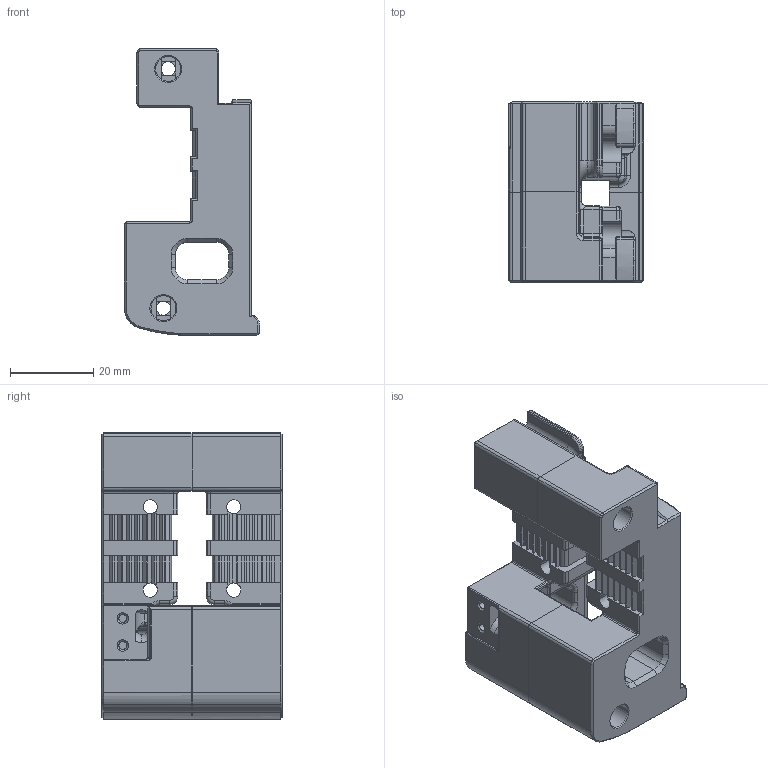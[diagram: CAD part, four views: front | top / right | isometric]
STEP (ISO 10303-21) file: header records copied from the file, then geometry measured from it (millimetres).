
FILE_DESCRIPTION(('STEP AP214'),'1');
FILE_NAME('Euclid_MGN12X_CairriageCW2_Ver2.stp','2022-10-25T23:31:10',(' '),(' '),'Spatial InterOp 3D',' ',' ');
FILE_SCHEMA(('automotive_design'));
Length unit declared in the file: inch
Products named in the file (2): 1; 2
Bounding box: 32.4 x 43.2 x 68.75 mm (x, y, z)
Volume: 43859.9 mm3; surface area: 18665.1 mm2
Topology: 2 solids, 2 shells, 834 faces, 2217 edges, 1388 vertices
Faces by surface type: plane 396, cylinder 298, cone 70, torus 38, sphere 16, bspline 16
Entity records: 35032 total; most frequent: CARTESIAN_POINT 7294, DIRECTION 4482, ORIENTED_EDGE 4428, EDGE_CURVE 2214, AXIS2_PLACEMENT_3D 1563, VERTEX_POINT 1388, LINE 1356, VECTOR 1356
